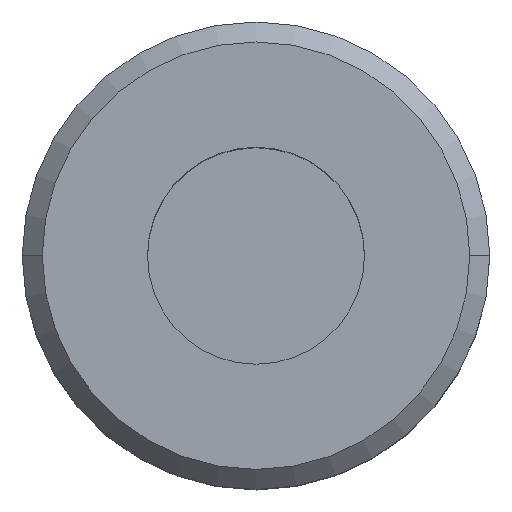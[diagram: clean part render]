
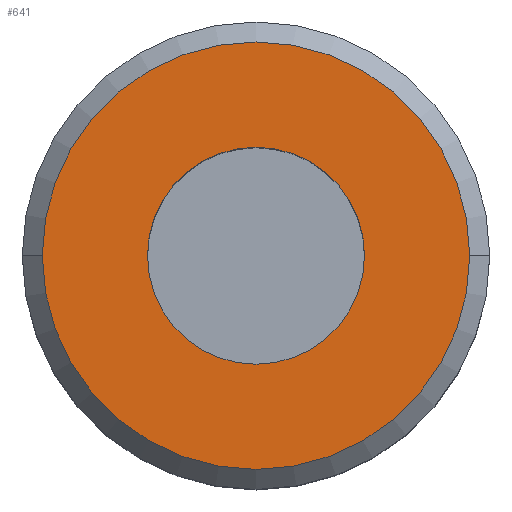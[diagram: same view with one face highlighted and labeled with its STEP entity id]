
A CAD part, top view. The second image highlights one B-rep face of the part: STEP entity #641.
In plain terms, the highlighted planar face has unit normal (0, 0, 1).
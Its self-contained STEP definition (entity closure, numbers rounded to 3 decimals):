
#42 = EDGE_CURVE ( 'NONE', #711, #156, #649, .T. ) ;
#53 = DIRECTION ( 'NONE',  ( 0., 0., 1. ) ) ;
#59 = CARTESIAN_POINT ( 'NONE',  ( 12.8, 0., 180. ) ) ;
#73 = CARTESIAN_POINT ( 'NONE',  ( 0., 12.8, 180. ) ) ;
#130 = EDGE_CURVE ( 'NONE', #561, #532, #677, .T. ) ;
#132 = DIRECTION ( 'NONE',  ( 0., 0., 1. ) ) ;
#151 = CARTESIAN_POINT ( 'NONE',  ( 0., 0., 180. ) ) ;
#156 = VERTEX_POINT ( 'NONE', #675 ) ;
#160 = DIRECTION ( 'NONE',  ( -1., 0., 0. ) ) ;
#166 = EDGE_CURVE ( 'NONE', #532, #561, #301, .T. ) ;
#193 = AXIS2_PLACEMENT_3D ( 'NONE', #549, #295, #422 ) ;
#211 = EDGE_CURVE ( 'NONE', #156, #711, #779, .T. ) ;
#216 = DIRECTION ( 'NONE',  ( 0., 0., 1. ) ) ;
#230 = CARTESIAN_POINT ( 'NONE',  ( 0., 0., 180. ) ) ;
#255 = CARTESIAN_POINT ( 'NONE',  ( 6.5, 0., 180. ) ) ;
#271 = ORIENTED_EDGE ( 'NONE', *, *, #42, .F. ) ;
#295 = DIRECTION ( 'NONE',  ( 0., 0., -1. ) ) ;
#301 = CIRCLE ( 'NONE', #193, 12.8 ) ;
#316 = DIRECTION ( 'NONE',  ( 1., 0., 0. ) ) ;
#323 = EDGE_LOOP ( 'NONE', ( #271, #369 ) ) ;
#369 = ORIENTED_EDGE ( 'NONE', *, *, #211, .F. ) ;
#384 = PLANE ( 'NONE',  #455 ) ;
#407 = AXIS2_PLACEMENT_3D ( 'NONE', #546, #53, #680 ) ;
#421 = CARTESIAN_POINT ( 'NONE',  ( -12.8, 0., 180. ) ) ;
#422 = DIRECTION ( 'NONE',  ( -1., 0., 0. ) ) ;
#455 = AXIS2_PLACEMENT_3D ( 'NONE', #73, #132, #316 ) ;
#517 = EDGE_LOOP ( 'NONE', ( #519, #543 ) ) ;
#519 = ORIENTED_EDGE ( 'NONE', *, *, #130, .F. ) ;
#532 = VERTEX_POINT ( 'NONE', #59 ) ;
#533 = DIRECTION ( 'NONE',  ( 0., 0., -1. ) ) ;
#543 = ORIENTED_EDGE ( 'NONE', *, *, #166, .F. ) ;
#546 = CARTESIAN_POINT ( 'NONE',  ( 0., 0., 180. ) ) ;
#549 = CARTESIAN_POINT ( 'NONE',  ( 0., 0., 180. ) ) ;
#561 = VERTEX_POINT ( 'NONE', #421 ) ;
#603 = AXIS2_PLACEMENT_3D ( 'NONE', #230, #533, #160 ) ;
#629 = AXIS2_PLACEMENT_3D ( 'NONE', #151, #216, #652 ) ;
#633 = FACE_BOUND ( 'NONE', #323, .T. ) ;
#641 = ADVANCED_FACE ( 'NONE', ( #633, #781 ), #384, .T. ) ;
#649 = CIRCLE ( 'NONE', #629, 6.5 ) ;
#652 = DIRECTION ( 'NONE',  ( 1., 0., 0. ) ) ;
#675 = CARTESIAN_POINT ( 'NONE',  ( -6.5, 0., 180. ) ) ;
#677 = CIRCLE ( 'NONE', #603, 12.8 ) ;
#680 = DIRECTION ( 'NONE',  ( 1., 0., 0. ) ) ;
#711 = VERTEX_POINT ( 'NONE', #255 ) ;
#779 = CIRCLE ( 'NONE', #407, 6.5 ) ;
#781 = FACE_OUTER_BOUND ( 'NONE', #517, .T. ) ;
